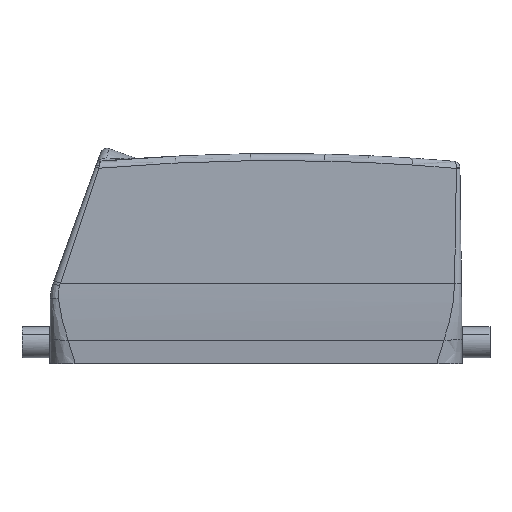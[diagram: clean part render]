
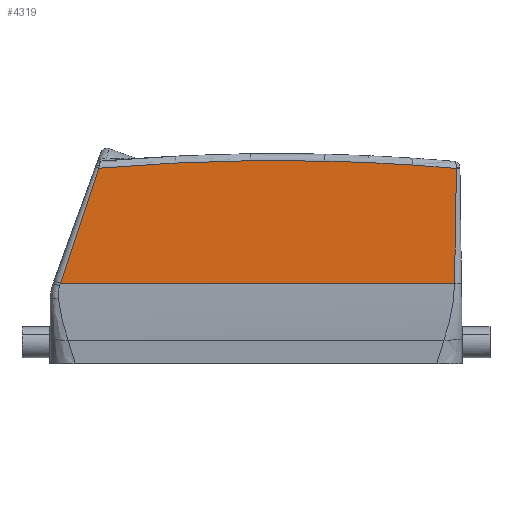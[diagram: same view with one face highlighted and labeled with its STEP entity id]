
A CAD part, left-side view. The second image highlights one B-rep face of the part: STEP entity #4319.
In plain terms, the highlighted planar face has unit normal (-1, 0, 0).
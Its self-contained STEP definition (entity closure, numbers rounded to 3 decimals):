
#4298=AXIS2_PLACEMENT_3D('Plane Axis2P3D',#4295,#4296,#4297) ;
#4302=AXIS2_PLACEMENT_3D('Circle Axis2P3D',#4300,#4301,$) ;
#4309=AXIS2_PLACEMENT_3D('Circle Axis2P3D',#4307,#4308,$) ;
#2006=CARTESIAN_POINT('Line Origine',(0.,66.562,23.338)) ;
#2010=CARTESIAN_POINT('Vertex',(0.,124.856,23.338)) ;
#2012=CARTESIAN_POINT('Vertex',(0.,10.304,23.338)) ;
#2416=CARTESIAN_POINT('Vertex',(0.,113.699,56.761)) ;
#2420=CARTESIAN_POINT('Control Point',(0.,113.699,56.761)) ;
#2421=CARTESIAN_POINT('Control Point',(0.,114.285,55.097)) ;
#2422=CARTESIAN_POINT('Control Point',(0.,114.865,53.441)) ;
#2423=CARTESIAN_POINT('Control Point',(0.,115.444,51.773)) ;
#2424=CARTESIAN_POINT('Control Point',(0.,116.591,48.444)) ;
#2425=CARTESIAN_POINT('Control Point',(0.,117.724,45.106)) ;
#2426=CARTESIAN_POINT('Control Point',(0.,118.286,43.436)) ;
#2427=CARTESIAN_POINT('Control Point',(0.,119.966,38.423)) ;
#2428=CARTESIAN_POINT('Control Point',(0.,121.622,33.402)) ;
#2429=CARTESIAN_POINT('Control Point',(0.,122.718,30.052)) ;
#2430=CARTESIAN_POINT('Control Point',(0.,123.804,26.701)) ;
#2431=CARTESIAN_POINT('Control Point',(0.,124.856,23.338)) ;
#3364=CARTESIAN_POINT('Vertex',(0.,9.763,56.714)) ;
#3368=CARTESIAN_POINT('Control Point',(0.,9.763,56.714)) ;
#3369=CARTESIAN_POINT('Control Point',(0.,9.763,56.203)) ;
#3370=CARTESIAN_POINT('Control Point',(0.,9.762,55.696)) ;
#3371=CARTESIAN_POINT('Control Point',(0.,9.762,55.192)) ;
#3372=CARTESIAN_POINT('Control Point',(0.,9.764,52.88)) ;
#3373=CARTESIAN_POINT('Control Point',(0.,9.774,50.568)) ;
#3374=CARTESIAN_POINT('Control Point',(0.,9.786,48.757)) ;
#3375=CARTESIAN_POINT('Control Point',(0.,9.826,44.635)) ;
#3376=CARTESIAN_POINT('Control Point',(0.,9.887,40.512)) ;
#3377=CARTESIAN_POINT('Control Point',(0.,9.927,38.201)) ;
#3378=CARTESIAN_POINT('Control Point',(0.,10.01,33.841)) ;
#3379=CARTESIAN_POINT('Control Point',(0.,10.112,29.482)) ;
#3380=CARTESIAN_POINT('Control Point',(0.,10.166,27.434)) ;
#3381=CARTESIAN_POINT('Control Point',(0.,10.228,25.386)) ;
#3382=CARTESIAN_POINT('Control Point',(0.,10.304,23.338)) ;
#4295=CARTESIAN_POINT('Axis2P3D Location',(0.,-98.816,-54.25)) ;
#4300=CARTESIAN_POINT('Axis2P3D Location',(0.,62.,-539.)) ;
#4304=CARTESIAN_POINT('Vertex',(0.,47.99,58.836)) ;
#4307=CARTESIAN_POINT('Axis2P3D Location',(0.,62.,-539.)) ;
#2007=DIRECTION('Vector Direction',(0.,-1.,0.)) ;
#4296=DIRECTION('Axis2P3D Direction',(-1.,0.,0.)) ;
#4297=DIRECTION('Axis2P3D XDirection',(0.,-0.317,0.949)) ;
#4301=DIRECTION('Axis2P3D Direction',(-1.,0.,0.)) ;
#4308=DIRECTION('Axis2P3D Direction',(-1.,0.,0.)) ;
#2008=VECTOR('Line Direction',#2007,1.) ;
#4313=ORIENTED_EDGE('',*,*,#2432,.F.) ;
#4314=ORIENTED_EDGE('',*,*,#2014,.T.) ;
#4315=ORIENTED_EDGE('',*,*,#3383,.T.) ;
#4316=ORIENTED_EDGE('',*,*,#4306,.F.) ;
#4317=ORIENTED_EDGE('',*,*,#4311,.F.) ;
#4319=ADVANCED_FACE('Hood',(#4318),#4299,.T.) ;
#2419=B_SPLINE_CURVE_WITH_KNOTS('',5,(#2420,#2421,#2422,#2423,#2424,#2425,#2426,#2427,#2428,#2429,#2430,#2431),.UNSPECIFIED.,.F.,.U.,(6,3,3,6),(85.115,93.922,102.73,120.346),.UNSPECIFIED.) ;
#3367=B_SPLINE_CURVE_WITH_KNOTS('',5,(#3368,#3369,#3370,#3371,#3372,#3373,#3374,#3375,#3376,#3377,#3378,#3379,#3380,#3381,#3382),.UNSPECIFIED.,.F.,.U.,(6,3,3,3,6),(29.318,31.823,40.882,52.446,62.692),.UNSPECIFIED.) ;
#4303=CIRCLE('generated circle',#4302,598.) ;
#4310=CIRCLE('generated circle',#4309,598.) ;
#2014=EDGE_CURVE('',#2011,#2013,#2009,.T.) ;
#2432=EDGE_CURVE('',#2011,#2417,#2419,.F.) ;
#3383=EDGE_CURVE('',#2013,#3365,#3367,.F.) ;
#4306=EDGE_CURVE('',#4305,#3365,#4303,.F.) ;
#4311=EDGE_CURVE('',#2417,#4305,#4310,.F.) ;
#4312=EDGE_LOOP('',(#4313,#4314,#4315,#4316,#4317)) ;
#4318=FACE_OUTER_BOUND('',#4312,.T.) ;
#2009=LINE('Line',#2006,#2008) ;
#4299=PLANE('',#4298) ;
#2011=VERTEX_POINT('',#2010) ;
#2013=VERTEX_POINT('',#2012) ;
#2417=VERTEX_POINT('',#2416) ;
#3365=VERTEX_POINT('',#3364) ;
#4305=VERTEX_POINT('',#4304) ;
